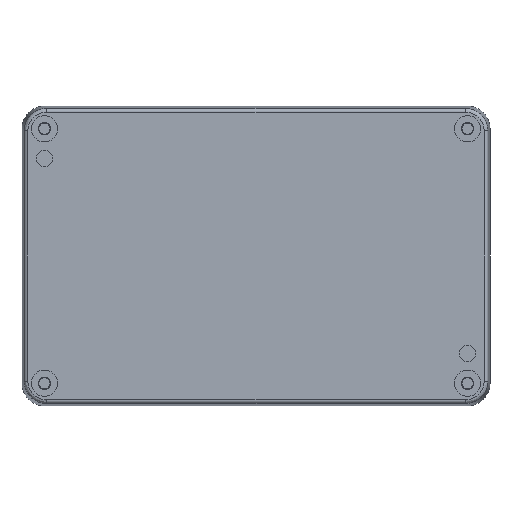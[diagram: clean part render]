
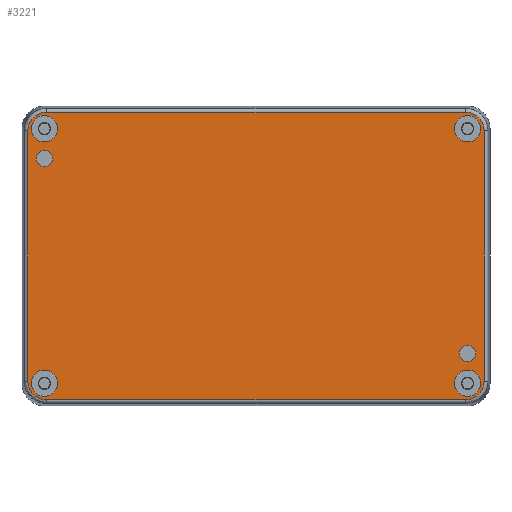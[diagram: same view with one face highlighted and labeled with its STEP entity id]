
A CAD part, front view. The second image highlights one B-rep face of the part: STEP entity #3221.
In plain terms, the highlighted planar face has unit normal (0, -1, 0).
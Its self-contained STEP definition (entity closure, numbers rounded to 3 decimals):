
#43=CARTESIAN_POINT('',(-56.5,0.,26.));
#44=DIRECTION('',(0.,-1.,0.));
#45=DIRECTION('',(1.,0.,0.));
#46=AXIS2_PLACEMENT_3D('',#43,#44,#45);
#52=CARTESIAN_POINT('',(-56.5,0.,26.));
#53=DIRECTION('',(0.,-1.,0.));
#54=DIRECTION('',(-1.,0.,0.));
#55=AXIS2_PLACEMENT_3D('',#52,#53,#54);
#60=CARTESIAN_POINT('',(56.5,0.,-26.));
#61=DIRECTION('',(0.,-1.,0.));
#62=DIRECTION('',(-1.,0.,0.));
#63=AXIS2_PLACEMENT_3D('',#60,#61,#62);
#68=CARTESIAN_POINT('',(56.5,0.,-26.));
#69=DIRECTION('',(0.,-1.,0.));
#70=DIRECTION('',(1.,0.,0.));
#71=AXIS2_PLACEMENT_3D('',#68,#69,#70);
#76=CARTESIAN_POINT('',(56.5,0.,-34.));
#77=DIRECTION('',(0.,-1.,0.));
#78=DIRECTION('',(1.,0.,0.));
#79=AXIS2_PLACEMENT_3D('',#76,#77,#78);
#84=CARTESIAN_POINT('',(56.5,0.,-34.));
#85=DIRECTION('',(0.,-1.,0.));
#86=DIRECTION('',(-1.,0.,0.));
#87=AXIS2_PLACEMENT_3D('',#84,#85,#86);
#92=CARTESIAN_POINT('',(-56.5,0.,-34.));
#93=DIRECTION('',(0.,-1.,0.));
#94=DIRECTION('',(1.,0.,0.));
#95=AXIS2_PLACEMENT_3D('',#92,#93,#94);
#100=CARTESIAN_POINT('',(-56.5,0.,-34.));
#101=DIRECTION('',(0.,-1.,0.));
#102=DIRECTION('',(-1.,0.,0.));
#103=AXIS2_PLACEMENT_3D('',#100,#101,#102);
#108=CARTESIAN_POINT('',(-56.5,0.,34.));
#109=DIRECTION('',(0.,-1.,0.));
#110=DIRECTION('',(1.,0.,0.));
#111=AXIS2_PLACEMENT_3D('',#108,#109,#110);
#116=CARTESIAN_POINT('',(-56.5,0.,34.));
#117=DIRECTION('',(0.,-1.,0.));
#118=DIRECTION('',(-1.,0.,0.));
#119=AXIS2_PLACEMENT_3D('',#116,#117,#118);
#124=CARTESIAN_POINT('',(56.5,0.,34.));
#125=DIRECTION('',(0.,-1.,0.));
#126=DIRECTION('',(1.,0.,0.));
#127=AXIS2_PLACEMENT_3D('',#124,#125,#126);
#132=CARTESIAN_POINT('',(56.5,0.,34.));
#133=DIRECTION('',(0.,-1.,0.));
#134=DIRECTION('',(-1.,0.,0.));
#135=AXIS2_PLACEMENT_3D('',#132,#133,#134);
#140=DIRECTION('',(-1.,0.,0.));
#141=VECTOR('',#140,111.856);
#142=CARTESIAN_POINT('',(55.928,0.,38.427));
#143=LINE('',#142,#141);
#147=CARTESIAN_POINT('',(60.927,0.,33.428));
#148=CARTESIAN_POINT('',(60.927,0.,33.807));
#149=CARTESIAN_POINT('',(60.844,0.,
34.545));
#150=CARTESIAN_POINT('',(60.471,0.,35.615));
#151=CARTESIAN_POINT('',(59.87,0.,
36.571));
#152=CARTESIAN_POINT('',(59.071,0.,
37.37));
#153=CARTESIAN_POINT('',(58.115,0.,37.971));
#154=CARTESIAN_POINT('',(57.045,0.,
38.344));
#155=CARTESIAN_POINT('',(56.307,0.,38.427));
#156=CARTESIAN_POINT('',(55.928,0.,38.427));
#161=DIRECTION('',(0.,0.,1.));
#162=VECTOR('',#161,66.856);
#163=CARTESIAN_POINT('',(60.927,0.,
-33.428));
#164=LINE('',#163,#162);
#168=CARTESIAN_POINT('',(55.928,0.,
-38.427));
#169=CARTESIAN_POINT('',(56.307,0.,
-38.427));
#170=CARTESIAN_POINT('',(57.045,0.,
-38.344));
#171=CARTESIAN_POINT('',(58.115,0.,
-37.971));
#172=CARTESIAN_POINT('',(59.071,0.,
-37.37));
#173=CARTESIAN_POINT('',(59.87,0.,
-36.571));
#174=CARTESIAN_POINT('',(60.471,0.,
-35.615));
#175=CARTESIAN_POINT('',(60.844,0.,
-34.545));
#176=CARTESIAN_POINT('',(60.927,0.,
-33.807));
#177=CARTESIAN_POINT('',(60.927,0.,
-33.428));
#182=DIRECTION('',(1.,0.,0.));
#183=VECTOR('',#182,111.856);
#184=CARTESIAN_POINT('',(-55.928,0.,
-38.427));
#185=LINE('',#184,#183);
#189=CARTESIAN_POINT('',(-60.927,0.,
-33.428));
#190=CARTESIAN_POINT('',(-60.927,0.,
-33.807));
#191=CARTESIAN_POINT('',(-60.844,0.,
-34.545));
#192=CARTESIAN_POINT('',(-60.471,0.,
-35.615));
#193=CARTESIAN_POINT('',(-59.87,0.,
-36.571));
#194=CARTESIAN_POINT('',(-59.071,0.,
-37.37));
#195=CARTESIAN_POINT('',(-58.115,0.,
-37.971));
#196=CARTESIAN_POINT('',(-57.045,0.,
-38.344));
#197=CARTESIAN_POINT('',(-56.307,0.,
-38.427));
#198=CARTESIAN_POINT('',(-55.928,0.,
-38.427));
#203=DIRECTION('',(0.,0.,-1.));
#204=VECTOR('',#203,66.856);
#205=CARTESIAN_POINT('',(-60.927,0.,
33.428));
#206=LINE('',#205,#204);
#210=CARTESIAN_POINT('',(-55.928,0.,
38.427));
#211=CARTESIAN_POINT('',(-56.307,0.,
38.427));
#212=CARTESIAN_POINT('',(-57.045,0.,
38.344));
#213=CARTESIAN_POINT('',(-58.115,0.,
37.971));
#214=CARTESIAN_POINT('',(-59.071,0.,
37.37));
#215=CARTESIAN_POINT('',(-59.87,0.,
36.571));
#216=CARTESIAN_POINT('',(-60.471,0.,
35.615));
#217=CARTESIAN_POINT('',(-60.844,0.,
34.545));
#218=CARTESIAN_POINT('',(-60.927,0.,
33.807));
#219=CARTESIAN_POINT('',(-60.927,0.,
33.428));
#2760=CARTESIAN_POINT('',(-54.3,0.,26.));
#2761=CARTESIAN_POINT('',(-58.7,0.,26.));
#2762=VERTEX_POINT('',#2760);
#2763=VERTEX_POINT('',#2761);
#2768=CARTESIAN_POINT('',(54.3,0.,-26.));
#2769=CARTESIAN_POINT('',(58.7,0.,-26.));
#2770=VERTEX_POINT('',#2768);
#2771=VERTEX_POINT('',#2769);
#2804=CARTESIAN_POINT('',(55.928,0.,
38.427));
#2805=CARTESIAN_POINT('',(-55.928,0.,
38.427));
#2806=VERTEX_POINT('',#2804);
#2807=VERTEX_POINT('',#2805);
#2812=VERTEX_POINT('',#219);
#2814=CARTESIAN_POINT('',(-60.927,0.,
-33.428));
#2815=VERTEX_POINT('',#2814);
#2818=VERTEX_POINT('',#198);
#2820=CARTESIAN_POINT('',(55.928,0.,
-38.427));
#2821=VERTEX_POINT('',#2820);
#2824=VERTEX_POINT('',#177);
#2826=CARTESIAN_POINT('',(60.927,0.,
33.428));
#2827=VERTEX_POINT('',#2826);
#3130=CARTESIAN_POINT('',(60.,0.,-34.));
#3131=CARTESIAN_POINT('',(53.,0.,-34.));
#3132=VERTEX_POINT('',#3130);
#3133=VERTEX_POINT('',#3131);
#3134=CARTESIAN_POINT('',(-53.,0.,-34.));
#3135=CARTESIAN_POINT('',(-60.,0.,-34.));
#3136=VERTEX_POINT('',#3134);
#3137=VERTEX_POINT('',#3135);
#3138=CARTESIAN_POINT('',(-53.,0.,34.));
#3139=CARTESIAN_POINT('',(-60.,0.,34.));
#3140=VERTEX_POINT('',#3138);
#3141=VERTEX_POINT('',#3139);
#3142=CARTESIAN_POINT('',(60.,0.,34.));
#3143=CARTESIAN_POINT('',(53.,0.,34.));
#3144=VERTEX_POINT('',#3142);
#3145=VERTEX_POINT('',#3143);
#3162=CARTESIAN_POINT('',(0.,0.,0.));
#3163=DIRECTION('',(0.,1.,0.));
#3164=DIRECTION('',(1.,0.,0.));
#3165=AXIS2_PLACEMENT_3D('',#3162,#3163,#3164);
#3166=PLANE('',#3165);
#3168=ORIENTED_EDGE('',*,*,#3167,.F.);
#3170=ORIENTED_EDGE('',*,*,#3169,.F.);
#3172=ORIENTED_EDGE('',*,*,#3171,.F.);
#3174=ORIENTED_EDGE('',*,*,#3173,.F.);
#3176=ORIENTED_EDGE('',*,*,#3175,.F.);
#3178=ORIENTED_EDGE('',*,*,#3177,.F.);
#3180=ORIENTED_EDGE('',*,*,#3179,.F.);
#3182=ORIENTED_EDGE('',*,*,#3181,.F.);
#3183=EDGE_LOOP('',(#3168,#3170,#3172,#3174,#3176,#3178,#3180,#3182));
#3184=FACE_OUTER_BOUND('',#3183,.F.);
#3186=ORIENTED_EDGE('',*,*,#3185,.T.);
#3188=ORIENTED_EDGE('',*,*,#3187,.T.);
#3189=EDGE_LOOP('',(#3186,#3188));
#3190=FACE_BOUND('',#3189,.F.);
#3192=ORIENTED_EDGE('',*,*,#3191,.T.);
#3194=ORIENTED_EDGE('',*,*,#3193,.T.);
#3195=EDGE_LOOP('',(#3192,#3194));
#3196=FACE_BOUND('',#3195,.F.);
#3198=ORIENTED_EDGE('',*,*,#3197,.T.);
#3200=ORIENTED_EDGE('',*,*,#3199,.T.);
#3201=EDGE_LOOP('',(#3198,#3200));
#3202=FACE_BOUND('',#3201,.F.);
#3204=ORIENTED_EDGE('',*,*,#3203,.T.);
#3206=ORIENTED_EDGE('',*,*,#3205,.T.);
#3207=EDGE_LOOP('',(#3204,#3206));
#3208=FACE_BOUND('',#3207,.F.);
#3210=ORIENTED_EDGE('',*,*,#3209,.T.);
#3212=ORIENTED_EDGE('',*,*,#3211,.T.);
#3213=EDGE_LOOP('',(#3210,#3212));
#3214=FACE_BOUND('',#3213,.F.);
#3216=ORIENTED_EDGE('',*,*,#3215,.T.);
#3218=ORIENTED_EDGE('',*,*,#3217,.T.);
#3219=EDGE_LOOP('',(#3216,#3218));
#3220=FACE_BOUND('',#3219,.F.);
#3221=ADVANCED_FACE('',(#3184,#3190,#3196,#3202,#3208,#3214,#3220),#3166,.F.);
#47=CIRCLE('',#46,2.2);
#56=CIRCLE('',#55,2.2);
#64=CIRCLE('',#63,2.2);
#72=CIRCLE('',#71,2.2);
#80=CIRCLE('',#79,3.5);
#88=CIRCLE('',#87,3.5);
#96=CIRCLE('',#95,3.5);
#104=CIRCLE('',#103,3.5);
#112=CIRCLE('',#111,3.5);
#120=CIRCLE('',#119,3.5);
#128=CIRCLE('',#127,3.5);
#136=CIRCLE('',#135,3.5);
#157=B_SPLINE_CURVE_WITH_KNOTS('',3,(#147,#148,#149,#150,#151,#152,#153,#154,
#155,#156),.UNSPECIFIED.,.F.,.F.,(4,1,1,1,1,1,1,4),(0.,0.143,
0.286,0.429,0.571,0.714,
0.857,1.),.UNSPECIFIED.);
#178=B_SPLINE_CURVE_WITH_KNOTS('',3,(#168,#169,#170,#171,#172,#173,#174,#175,
#176,#177),.UNSPECIFIED.,.F.,.F.,(4,1,1,1,1,1,1,4),(0.,0.143,
0.286,0.429,0.571,0.714,
0.857,1.),.UNSPECIFIED.);
#199=B_SPLINE_CURVE_WITH_KNOTS('',3,(#189,#190,#191,#192,#193,#194,#195,#196,
#197,#198),.UNSPECIFIED.,.F.,.F.,(4,1,1,1,1,1,1,4),(0.,0.143,
0.286,0.429,0.571,0.714,
0.857,1.),.UNSPECIFIED.);
#220=B_SPLINE_CURVE_WITH_KNOTS('',3,(#210,#211,#212,#213,#214,#215,#216,#217,
#218,#219),.UNSPECIFIED.,.F.,.F.,(4,1,1,1,1,1,1,4),(0.,0.143,
0.286,0.429,0.571,0.714,
0.857,1.),.UNSPECIFIED.);
#3167=EDGE_CURVE('',#2806,#2807,#143,.T.);
#3169=EDGE_CURVE('',#2827,#2806,#157,.T.);
#3171=EDGE_CURVE('',#2824,#2827,#164,.T.);
#3173=EDGE_CURVE('',#2821,#2824,#178,.T.);
#3175=EDGE_CURVE('',#2818,#2821,#185,.T.);
#3177=EDGE_CURVE('',#2815,#2818,#199,.T.);
#3179=EDGE_CURVE('',#2812,#2815,#206,.T.);
#3181=EDGE_CURVE('',#2807,#2812,#220,.T.);
#3185=EDGE_CURVE('',#2762,#2763,#47,.T.);
#3187=EDGE_CURVE('',#2763,#2762,#56,.T.);
#3191=EDGE_CURVE('',#2770,#2771,#64,.T.);
#3193=EDGE_CURVE('',#2771,#2770,#72,.T.);
#3197=EDGE_CURVE('',#3132,#3133,#80,.T.);
#3199=EDGE_CURVE('',#3133,#3132,#88,.T.);
#3203=EDGE_CURVE('',#3136,#3137,#96,.T.);
#3205=EDGE_CURVE('',#3137,#3136,#104,.T.);
#3209=EDGE_CURVE('',#3140,#3141,#112,.T.);
#3211=EDGE_CURVE('',#3141,#3140,#120,.T.);
#3215=EDGE_CURVE('',#3144,#3145,#128,.T.);
#3217=EDGE_CURVE('',#3145,#3144,#136,.T.);
